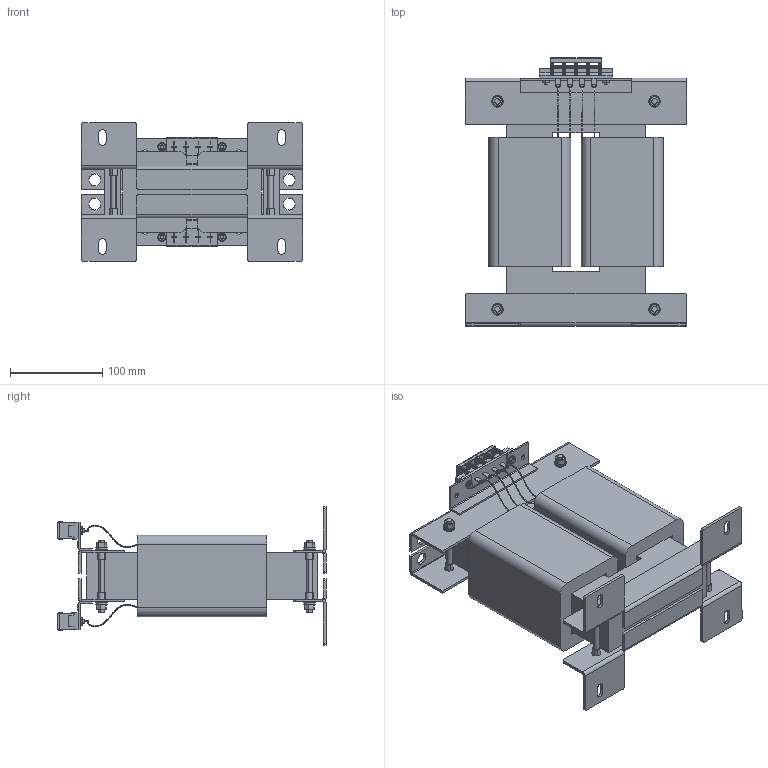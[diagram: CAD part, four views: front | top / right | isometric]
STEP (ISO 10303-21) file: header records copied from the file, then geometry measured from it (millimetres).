
FILE_DESCRIPTION (( 'STEP AP214' ), '1' );
FILE_NAME ('9312 STEP.STEP', '2025-04-11T10:19:45', ( '' ), ( '' ), 'SwSTEP 2.0', 'SolidWorks 2022', '' );
FILE_SCHEMA (( 'AUTOMOTIVE_DESIGN' ));
Length unit declared in the file: millimetre
Products named in the file (1): 9312 STEP
Bounding box: 240 x 290 x 150 mm (x, y, z)
Volume: 3790046.2 mm3; surface area: 585301.9 mm2
Topology: 62 solids, 62 shells, 2388 faces, 5788 edges, 3540 vertices
Faces by surface type: plane 1380, cylinder 532, cone 200, bspline 156, torus 120
Entity records: 104813 total; most frequent: CARTESIAN_POINT 23739, ORIENTED_EDGE 11512, DIRECTION 10462, EDGE_CURVE 5756, VERTEX_POINT 3540, AXIS2_PLACEMENT_3D 3505, LINE 3452, VECTOR 3452
